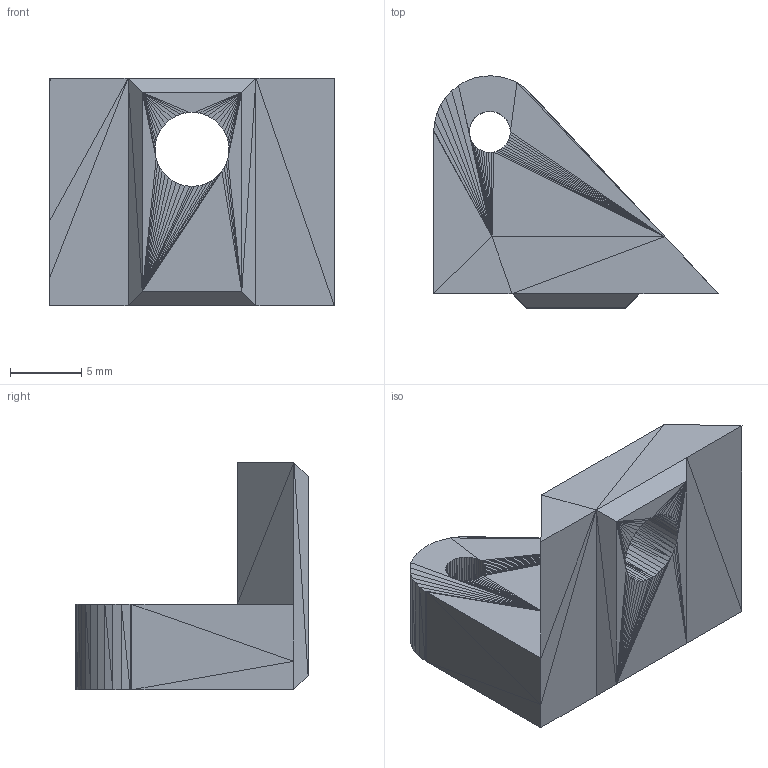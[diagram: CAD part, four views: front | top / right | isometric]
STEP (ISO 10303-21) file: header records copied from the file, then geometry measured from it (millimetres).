
FILE_DESCRIPTION(/* description */ (''),/* implementation_level */ '2;1');
FILE_NAME(/* name */ '1-EndstopX_Flange.stp',/* time_stamp */ '2017-03-23T13:03:56-04:00',/* author */ ('Tiktiki'),/* organization */ (''),/* preprocessor_version */ 'ST-DEVELOPER v16.1',/* originating_system */ 'Autodesk Inventor 2016',/* authorisation */ '');
FILE_SCHEMA (('AUTOMOTIVE_DESIGN { 1 0 10303 214 3 1 1 }'));
Length unit declared in the file: millimetre
Products named in the file (1): 1-EndstopX_Flange
Bounding box: 20 x 16.33 x 16 mm (x, y, z)
Volume: 1776 mm3; surface area: 1279.5 mm2
Topology: 1 solids, 1 shells, 445 faces, 701 edges, 254 vertices
Faces by surface type: plane 445
Entity records: 9007 total; most frequent: DIRECTION 1593, ORIENTED_EDGE 1402, CARTESIAN_POINT 1401, LINE 701, VECTOR 701, EDGE_CURVE 701, AXIS2_PLACEMENT_3D 446, FACE_OUTER_BOUND 445
